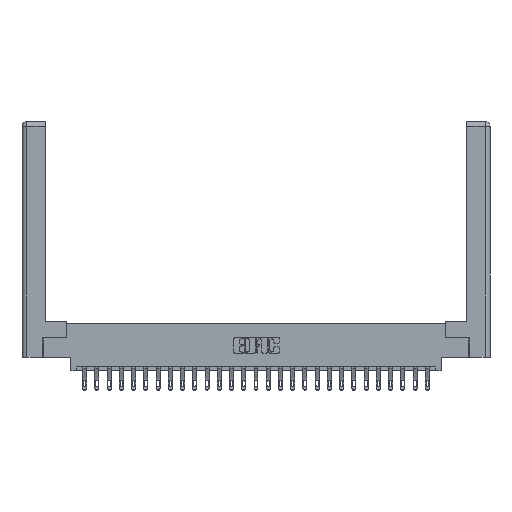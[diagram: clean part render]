
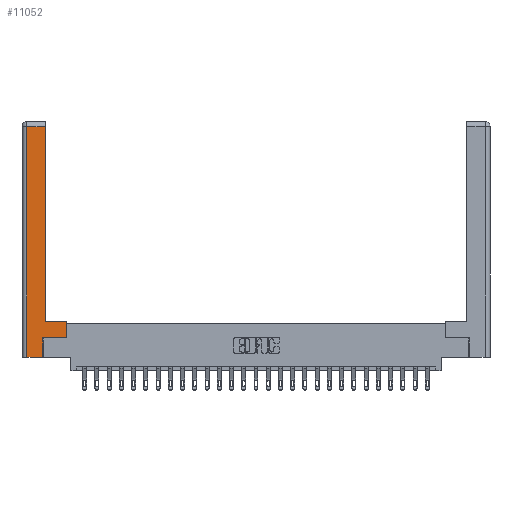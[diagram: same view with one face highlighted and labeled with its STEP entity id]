
A CAD part, top view. The second image highlights one B-rep face of the part: STEP entity #11052.
In plain terms, the highlighted planar face has unit normal (0, 0, 1).
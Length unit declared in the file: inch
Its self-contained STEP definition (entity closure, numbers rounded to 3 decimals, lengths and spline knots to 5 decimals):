
#948 = CARTESIAN_POINT ( 'NONE',  ( 0.265, 0., 0. ) ) ;
#2643 = ORIENTED_EDGE ( 'NONE', *, *, #17967, .T. ) ;
#2967 = CARTESIAN_POINT ( 'NONE',  ( 0.565, 0.245, 0. ) ) ;
#3397 = CARTESIAN_POINT ( 'NONE',  ( 0.295, 0.45, 0. ) ) ;
#3468 = EDGE_CURVE ( 'NONE', #20934, #24869, #19557, .T. ) ;
#3477 = ORIENTED_EDGE ( 'NONE', *, *, #16473, .T. ) ;
#3670 = VECTOR ( 'NONE', #22659, 39.37008 ) ;
#4094 = ORIENTED_EDGE ( 'NONE', *, *, #18304, .T. ) ;
#4312 = VERTEX_POINT ( 'NONE', #7658 ) ;
#4881 = VERTEX_POINT ( 'NONE', #24800 ) ;
#4988 = DIRECTION ( 'NONE',  ( 0., 0., -1. ) ) ;
#6417 = EDGE_CURVE ( 'NONE', #4881, #6738, #26293, .T. ) ;
#6738 = VERTEX_POINT ( 'NONE', #11049 ) ;
#7104 = DIRECTION ( 'NONE',  ( -1., 0., 0. ) ) ;
#7400 = FACE_OUTER_BOUND ( 'NONE', #9195, .T. ) ;
#7627 = LINE ( 'NONE', #18708, #12563 ) ;
#7658 = CARTESIAN_POINT ( 'NONE',  ( 0.265, 0.245, 0. ) ) ;
#7709 = VECTOR ( 'NONE', #26159, 39.37008 ) ;
#7856 = CARTESIAN_POINT ( 'NONE',  ( 0.295, 3., 0. ) ) ;
#7972 = CARTESIAN_POINT ( 'NONE',  ( 0.0615, 0., 0. ) ) ;
#8060 = LINE ( 'NONE', #23871, #17272 ) ;
#9195 = EDGE_LOOP ( 'NONE', ( #16141, #14791, #3477, #4094, #2643, #21130, #19426, #10072 ) ) ;
#9337 = CARTESIAN_POINT ( 'NONE',  ( 0.0615, 2.94, 0. ) ) ;
#9416 = VECTOR ( 'NONE', #26938, 39.37008 ) ;
#9613 = DIRECTION ( 'NONE',  ( 0., 1., 0. ) ) ;
#9711 = VECTOR ( 'NONE', #11936, 39.37008 ) ;
#10072 = ORIENTED_EDGE ( 'NONE', *, *, #3468, .T. ) ;
#10148 = AXIS2_PLACEMENT_3D ( 'NONE', #13402, #4988, #7104 ) ;
#10337 = EDGE_CURVE ( 'NONE', #4312, #16491, #13392, .T. ) ;
#10426 = VECTOR ( 'NONE', #14243, 39.37008 ) ;
#11024 = EDGE_CURVE ( 'NONE', #16491, #20934, #8060, .T. ) ;
#11049 = CARTESIAN_POINT ( 'NONE',  ( 0.0615, 2.94, 0. ) ) ;
#11052 = ADVANCED_FACE ( 'NONE', ( #7400 ), #17501, .F. ) ;
#11437 = CARTESIAN_POINT ( 'NONE',  ( 0.0615, 0., 0. ) ) ;
#11936 = DIRECTION ( 'NONE',  ( -1., 0., 0. ) ) ;
#12563 = VECTOR ( 'NONE', #24729, 39.37008 ) ;
#13014 = LINE ( 'NONE', #11437, #7709 ) ;
#13392 = LINE ( 'NONE', #20040, #9416 ) ;
#13402 = CARTESIAN_POINT ( 'NONE',  ( 0., 0., 0. ) ) ;
#13819 = VECTOR ( 'NONE', #9613, 39.37008 ) ;
#14243 = DIRECTION ( 'NONE',  ( -1., 0., 0. ) ) ;
#14362 = CARTESIAN_POINT ( 'NONE',  ( 0.265, 0., 0. ) ) ;
#14791 = ORIENTED_EDGE ( 'NONE', *, *, #6417, .T. ) ;
#16141 = ORIENTED_EDGE ( 'NONE', *, *, #21287, .T. ) ;
#16473 = EDGE_CURVE ( 'NONE', #6738, #16765, #13014, .T. ) ;
#16491 = VERTEX_POINT ( 'NONE', #2967 ) ;
#16765 = VERTEX_POINT ( 'NONE', #7972 ) ;
#16987 = CARTESIAN_POINT ( 'NONE',  ( 0.565, 0.45, 0. ) ) ;
#17272 = VECTOR ( 'NONE', #21574, 39.37008 ) ;
#17501 = PLANE ( 'NONE',  #10148 ) ;
#17967 = EDGE_CURVE ( 'NONE', #19010, #4312, #7627, .T. ) ;
#18304 = EDGE_CURVE ( 'NONE', #16765, #19010, #22109, .T. ) ;
#18708 = CARTESIAN_POINT ( 'NONE',  ( 0.265, 0.245, 0. ) ) ;
#19010 = VERTEX_POINT ( 'NONE', #948 ) ;
#19426 = ORIENTED_EDGE ( 'NONE', *, *, #11024, .T. ) ;
#19557 = LINE ( 'NONE', #3397, #9711 ) ;
#20040 = CARTESIAN_POINT ( 'NONE',  ( 0.565, 0.245, 0. ) ) ;
#20307 = CARTESIAN_POINT ( 'NONE',  ( 0.295, 0.45, 0. ) ) ;
#20709 = LINE ( 'NONE', #7856, #13819 ) ;
#20934 = VERTEX_POINT ( 'NONE', #16987 ) ;
#21130 = ORIENTED_EDGE ( 'NONE', *, *, #10337, .T. ) ;
#21287 = EDGE_CURVE ( 'NONE', #24869, #4881, #20709, .T. ) ;
#21574 = DIRECTION ( 'NONE',  ( 0., 1., 0. ) ) ;
#22109 = LINE ( 'NONE', #14362, #3670 ) ;
#22659 = DIRECTION ( 'NONE',  ( 1., 0., 0. ) ) ;
#23871 = CARTESIAN_POINT ( 'NONE',  ( 0.565, 0.45, 0. ) ) ;
#24729 = DIRECTION ( 'NONE',  ( 0., 1., 0. ) ) ;
#24800 = CARTESIAN_POINT ( 'NONE',  ( 0.295, 2.94, 0. ) ) ;
#24869 = VERTEX_POINT ( 'NONE', #20307 ) ;
#26159 = DIRECTION ( 'NONE',  ( 0., -1., 0. ) ) ;
#26293 = LINE ( 'NONE', #9337, #10426 ) ;
#26938 = DIRECTION ( 'NONE',  ( 1., 0., 0. ) ) ;
